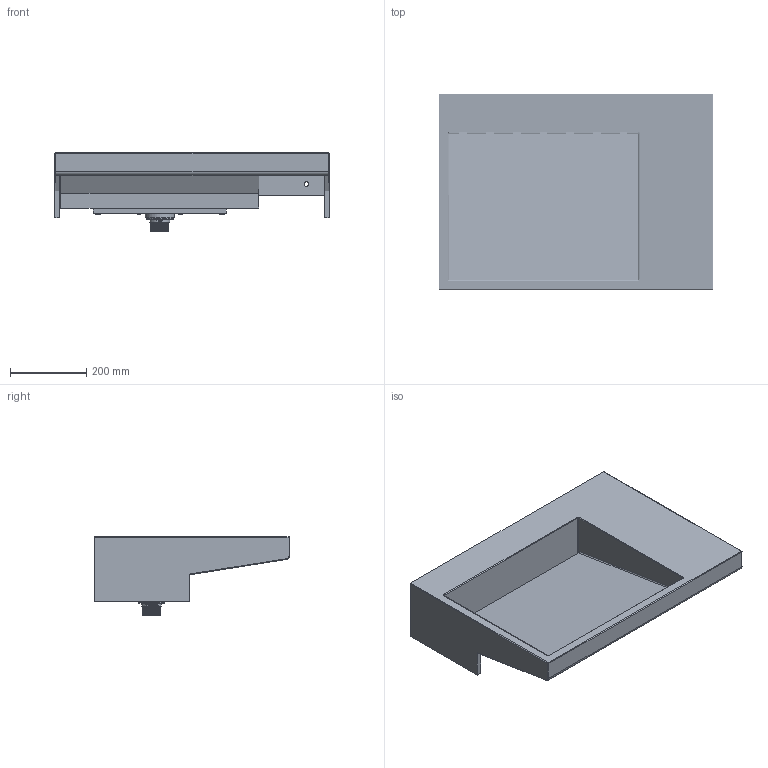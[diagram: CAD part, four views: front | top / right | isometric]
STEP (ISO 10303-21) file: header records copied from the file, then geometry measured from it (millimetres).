
FILE_DESCRIPTION(/* description */ (''),/* implementation_level */ '2;1');
FILE_NAME(/* name */ 'PWD 5211L-720',/* time_stamp */ '2023-12-17T14:07:56+08:00',/* author */ (''),/* organization */ (''),/* preprocessor_version */ 'ST-DEVELOPER v9',/* originating_system */ 'UGS - NX 4.0',/* authorisation */ '');
FILE_SCHEMA (('CONFIG_CONTROL_DESIGN'));
Products named in the file (1): AdmiF25Dsqod
Bounding box: 720 x 513 x 205.92 mm (x, y, z)
Volume: 10714400.6 mm3; surface area: 1774792.1 mm2
Topology: 16 solids, 16 shells, 493 faces, 1246 edges, 808 vertices
Faces by surface type: plane 300, cylinder 123, bspline 34, torus 28, cone 6, sphere 2
Full cylindrical faces by diameter (mm): 6 x20, 9.5 x10, 12 x2, 38.485 x1, 39.485 x1, 40.485 x1, 41.485 x1, 44.485 x1, 46.986 x1, 47.215 x19, 50 x1, 51.278 x1, 65 x1, 67.636 x1, 69.636 x1, 77 x1
Entity records: 76251 total; most frequent: CARTESIAN_POINT 65224, ORIENTED_EDGE 2210, DIRECTION 2086, EDGE_CURVE 1105, VERTEX_POINT 763, LINE 750, VECTOR 750, AXIS2_PLACEMENT_3D 668
